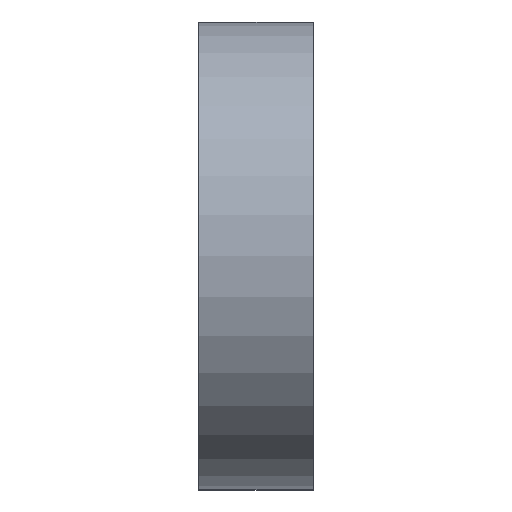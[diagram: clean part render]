
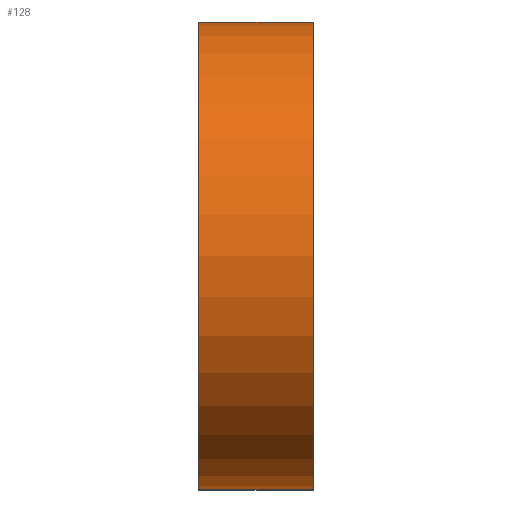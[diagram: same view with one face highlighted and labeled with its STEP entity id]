
A CAD part, left-side view. The second image highlights one B-rep face of the part: STEP entity #128.
In plain terms, the highlighted cylindrical face has radius 40.863 mm (diameter 81.726 mm), a partial arc.
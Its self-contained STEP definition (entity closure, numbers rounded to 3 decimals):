
#2 = ORIENTED_EDGE ( 'NONE', *, *, #66, .F. ) ;
#16 = EDGE_LOOP ( 'NONE', ( #508, #2, #114, #37 ) ) ;
#29 = LINE ( 'NONE', #141, #196 ) ;
#37 = ORIENTED_EDGE ( 'NONE', *, *, #400, .T. ) ;
#48 = DIRECTION ( 'NONE',  ( 0., 0., 1. ) ) ;
#50 = CARTESIAN_POINT ( 'NONE',  ( -850.134, 20., 40.863 ) ) ;
#51 = CIRCLE ( 'NONE', #354, 40.863 ) ;
#52 = CIRCLE ( 'NONE', #444, 40.863 ) ;
#54 = DIRECTION ( 'NONE',  ( 0., 0., 1. ) ) ;
#66 = EDGE_CURVE ( 'NONE', #360, #303, #51, .T. ) ;
#84 = LINE ( 'NONE', #135, #280 ) ;
#114 = ORIENTED_EDGE ( 'NONE', *, *, #311, .T. ) ;
#126 = DIRECTION ( 'NONE',  ( 0., -1., 0. ) ) ;
#128 = ADVANCED_FACE ( 'NONE', ( #159 ), #476, .T. ) ;
#133 = DIRECTION ( 'NONE',  ( 0., 1., 0. ) ) ;
#135 = CARTESIAN_POINT ( 'NONE',  ( -850.134, 20., -40.863 ) ) ;
#139 = CARTESIAN_POINT ( 'NONE',  ( -850.134, 20., 0. ) ) ;
#141 = CARTESIAN_POINT ( 'NONE',  ( -850.134, 20., 40.863 ) ) ;
#159 = FACE_OUTER_BOUND ( 'NONE', #16, .T. ) ;
#167 = EDGE_CURVE ( 'NONE', #303, #316, #29, .T. ) ;
#174 = CARTESIAN_POINT ( 'NONE',  ( -850.134, 0., 40.863 ) ) ;
#185 = CARTESIAN_POINT ( 'NONE',  ( -850.134, 20., 0. ) ) ;
#192 = DIRECTION ( 'NONE',  ( 0., -1., 0. ) ) ;
#196 = VECTOR ( 'NONE', #192, 1000. ) ;
#206 = CARTESIAN_POINT ( 'NONE',  ( -850.134, 20., -40.863 ) ) ;
#280 = VECTOR ( 'NONE', #126, 1000. ) ;
#295 = CARTESIAN_POINT ( 'NONE',  ( -850.134, 0., 0. ) ) ;
#303 = VERTEX_POINT ( 'NONE', #50 ) ;
#311 = EDGE_CURVE ( 'NONE', #360, #326, #84, .T. ) ;
#316 = VERTEX_POINT ( 'NONE', #174 ) ;
#326 = VERTEX_POINT ( 'NONE', #458 ) ;
#342 = DIRECTION ( 'NONE',  ( 0., 1., 0. ) ) ;
#354 = AXIS2_PLACEMENT_3D ( 'NONE', #139, #342, #48 ) ;
#360 = VERTEX_POINT ( 'NONE', #206 ) ;
#363 = AXIS2_PLACEMENT_3D ( 'NONE', #185, #390, #427 ) ;
#390 = DIRECTION ( 'NONE',  ( 0., -1., 0. ) ) ;
#400 = EDGE_CURVE ( 'NONE', #326, #316, #52, .T. ) ;
#427 = DIRECTION ( 'NONE',  ( 0., 0., -1. ) ) ;
#444 = AXIS2_PLACEMENT_3D ( 'NONE', #295, #133, #54 ) ;
#458 = CARTESIAN_POINT ( 'NONE',  ( -850.134, 0., -40.863 ) ) ;
#476 = CYLINDRICAL_SURFACE ( 'NONE', #363, 40.863 ) ;
#508 = ORIENTED_EDGE ( 'NONE', *, *, #167, .F. ) ;
